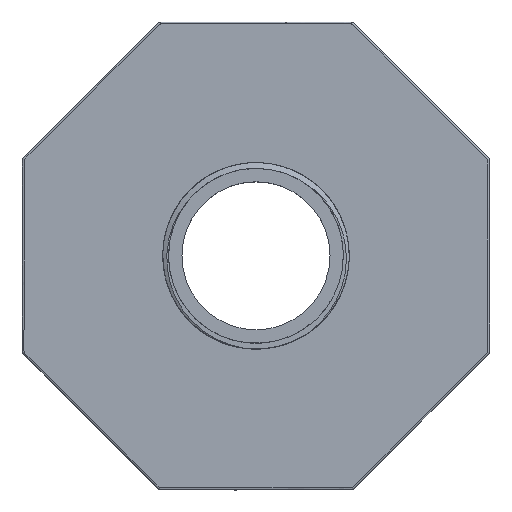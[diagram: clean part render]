
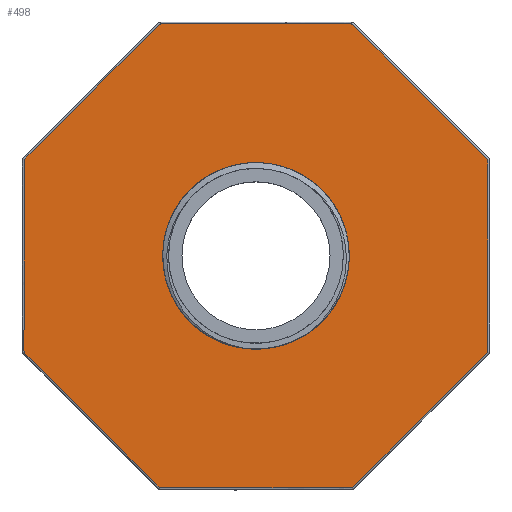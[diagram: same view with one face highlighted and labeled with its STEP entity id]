
A CAD part, top view. The second image highlights one B-rep face of the part: STEP entity #498.
In plain terms, the highlighted planar face has unit normal (0, 0, 1).
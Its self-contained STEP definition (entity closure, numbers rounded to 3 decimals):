
#326=PLANE('',#5141);
#498=ADVANCED_FACE('',(#1512,#1513),#326,.F.);
#1464=CIRCLE('',#5139,22.423);
#1465=CIRCLE('',#5140,23.902);
#1512=FACE_BOUND('',#1576,.T.);
#1513=FACE_BOUND('',#1577,.T.);
#1576=EDGE_LOOP('',(#2093));
#1577=EDGE_LOOP('',(#2094,#2095,#2096,#2097));
#2093=ORIENTED_EDGE('',*,*,#4055,.T.);
#2094=ORIENTED_EDGE('',*,*,#4056,.F.);
#2095=ORIENTED_EDGE('',*,*,#4057,.T.);
#2096=ORIENTED_EDGE('',*,*,#4058,.F.);
#2097=ORIENTED_EDGE('',*,*,#4059,.F.);
#3561=VERTEX_POINT('',#7555);
#3562=VERTEX_POINT('',#7566);
#3563=VERTEX_POINT('',#7567);
#3564=VERTEX_POINT('',#7569);
#3565=VERTEX_POINT('',#7582);
#4055=EDGE_CURVE('',#3561,#3561,#4781,.T.);
#4056=EDGE_CURVE('',#3562,#3563,#4782,.T.);
#4057=EDGE_CURVE('',#3562,#3564,#1464,.T.);
#4058=EDGE_CURVE('',#3565,#3564,#4783,.T.);
#4059=EDGE_CURVE('',#3563,#3565,#1465,.T.);
#4781=B_SPLINE_CURVE_WITH_KNOTS('',3,(#7469,#7470,#7471,#7472,#7473,#7474,
#7475,#7476,#7477,#7478,#7479,#7480,#7481,#7482,#7483,#7484,#7485,#7486,
#7487,#7488,#7489,#7490,#7491,#7492,#7493,#7494,#7495,#7496,#7497,#7498,
#7499,#7500,#7501,#7502,#7503,#7504,#7505,#7506,#7507,#7508,#7509,#7510,
#7511,#7512,#7513,#7514,#7515,#7516,#7517,#7518,#7519,#7520,#7521,#7522,
#7523,#7524,#7525,#7526,#7527,#7528,#7529,#7530,#7531,#7532,#7533,#7534,
#7535,#7536,#7537,#7538,#7539,#7540,#7541,#7542,#7543,#7544,#7545,#7546,
#7547,#7548,#7549,#7550,#7551,#7552,#7553,#7554),.UNSPECIFIED.,.T.,.F.,
(2,2,1,1,1,1,2,2,2,1,1,1,1,1,2,2,2,1,1,1,1,1,2,2,2,1,1,1,1,1,2,2,2,1,1,
1,1,2,2,1,1,1,1,1,1,2,2,2,1,1,1,1,1,2,2,2,1,1,1,1,1,1,2,2,1,1),(-0.002,
0.,0.062,0.094,0.109,0.117,
0.121,0.122,0.123,0.125,
0.188,0.219,0.234,0.242,
0.244,0.246,0.248,0.25,
0.313,0.344,0.359,0.367,
0.369,0.37,0.371,0.375,
0.438,0.469,0.484,0.492,0.494,
0.495,0.496,0.5,0.563,0.594,
0.609,0.617,0.619,0.621,
0.625,0.687,0.719,0.734,
0.742,0.744,0.745,0.746,
0.75,0.812,0.844,0.859,
0.867,0.871,0.872,0.873,
0.875,0.937,0.969,0.984,
0.992,0.996,0.998,1.,1.063,1.094),
 .UNSPECIFIED.);
#4782=B_SPLINE_CURVE_WITH_KNOTS('',3,(#7556,#7557,#7558,#7559,#7560,#7561,
#7562,#7563,#7564,#7565),.UNSPECIFIED.,.F.,.F.,(4,2,2,2,4),(0.,0.25,0.5,
0.75,1.),.UNSPECIFIED.);
#4783=B_SPLINE_CURVE_WITH_KNOTS('',3,(#7570,#7571,#7572,#7573,#7574,#7575,
#7576,#7577,#7578,#7579,#7580,#7581),.UNSPECIFIED.,.F.,.F.,(4,2,2,2,2,4),
(0.,0.25,0.375,0.5,0.75,
1.),.UNSPECIFIED.);
#5139=AXIS2_PLACEMENT_3D('',#7568,#5357,#5358);
#5140=AXIS2_PLACEMENT_3D('',#7583,#5359,#5360);
#5141=AXIS2_PLACEMENT_3D('',#7584,#5361,#5362);
#5357=DIRECTION('',(0.,0.,-1.));
#5358=DIRECTION('',(1.,0.,0.));
#5359=DIRECTION('',(0.,0.,1.));
#5360=DIRECTION('',(1.,0.,0.));
#5361=DIRECTION('',(0.,0.,-1.));
#5362=DIRECTION('',(-1.,0.,0.));
#7469=CARTESIAN_POINT('',(-808.517,195.77,6.));
#7470=CARTESIAN_POINT('',(-814.615,189.673,6.));
#7471=CARTESIAN_POINT('',(-823.484,180.804,6.));
#7472=CARTESIAN_POINT('',(-833.831,170.457,6.));
#7473=CARTESIAN_POINT('',(-839.005,165.283,6.));
#7474=CARTESIAN_POINT('',(-841.591,162.696,6.));
#7475=CARTESIAN_POINT('',(-842.7,161.588,6.));
#7476=CARTESIAN_POINT('',(-843.162,161.126,6.));
#7477=CARTESIAN_POINT('',(-843.268,161.044,6.));
#7478=CARTESIAN_POINT('',(-843.404,160.822,6.));
#7479=CARTESIAN_POINT('',(-843.41,160.687,6.));
#7480=CARTESIAN_POINT('',(-843.41,160.298,6.));
#7481=CARTESIAN_POINT('',(-843.41,151.757,6.));
#7482=CARTESIAN_POINT('',(-843.41,139.074,6.));
#7483=CARTESIAN_POINT('',(-843.41,124.579,6.));
#7484=CARTESIAN_POINT('',(-843.41,117.332,6.));
#7485=CARTESIAN_POINT('',(-843.41,113.967,6.));
#7486=CARTESIAN_POINT('',(-843.41,112.673,6.));
#7487=CARTESIAN_POINT('',(-843.41,112.155,6.));
#7488=CARTESIAN_POINT('',(-843.464,111.885,6.));
#7489=CARTESIAN_POINT('',(-843.308,111.397,6.));
#7490=CARTESIAN_POINT('',(-843.066,111.242,6.));
#7491=CARTESIAN_POINT('',(-842.7,110.876,6.));
#7492=CARTESIAN_POINT('',(-836.649,104.825,6.));
#7493=CARTESIAN_POINT('',(-827.664,95.841,6.));
#7494=CARTESIAN_POINT('',(-817.396,85.573,6.));
#7495=CARTESIAN_POINT('',(-812.262,80.439,6.));
#7496=CARTESIAN_POINT('',(-809.879,78.055,6.));
#7497=CARTESIAN_POINT('',(-808.962,77.138,6.));
#7498=CARTESIAN_POINT('',(-808.687,76.863,6.));
#7499=CARTESIAN_POINT('',(-808.586,76.773,6.));
#7500=CARTESIAN_POINT('',(-808.332,76.716,6.));
#7501=CARTESIAN_POINT('',(-808.203,76.732,6.));
#7502=CARTESIAN_POINT('',(-807.563,76.732,6.));
#7503=CARTESIAN_POINT('',(-798.86,76.732,6.));
#7504=CARTESIAN_POINT('',(-786.061,76.732,6.));
#7505=CARTESIAN_POINT('',(-771.726,76.732,6.));
#7506=CARTESIAN_POINT('',(-764.558,76.732,6.));
#7507=CARTESIAN_POINT('',(-761.23,76.732,6.));
#7508=CARTESIAN_POINT('',(-759.95,76.732,6.));
#7509=CARTESIAN_POINT('',(-759.566,76.732,6.));
#7510=CARTESIAN_POINT('',(-759.436,76.716,6.));
#7511=CARTESIAN_POINT('',(-759.188,76.8,6.));
#7512=CARTESIAN_POINT('',(-759.097,76.899,6.));
#7513=CARTESIAN_POINT('',(-758.637,77.359,6.));
#7514=CARTESIAN_POINT('',(-752.385,83.611,6.));
#7515=CARTESIAN_POINT('',(-743.191,92.806,6.));
#7516=CARTESIAN_POINT('',(-732.893,103.104,6.));
#7517=CARTESIAN_POINT('',(-727.744,108.253,6.));
#7518=CARTESIAN_POINT('',(-725.537,110.459,6.));
#7519=CARTESIAN_POINT('',(-724.618,111.379,6.));
#7520=CARTESIAN_POINT('',(-724.41,111.576,6.));
#7521=CARTESIAN_POINT('',(-724.41,112.082,6.));
#7522=CARTESIAN_POINT('',(-724.41,112.842,6.));
#7523=CARTESIAN_POINT('',(-724.41,121.707,6.));
#7524=CARTESIAN_POINT('',(-724.41,134.372,6.));
#7525=CARTESIAN_POINT('',(-724.41,148.556,6.));
#7526=CARTESIAN_POINT('',(-724.41,155.648,6.));
#7527=CARTESIAN_POINT('',(-724.41,158.941,6.));
#7528=CARTESIAN_POINT('',(-724.41,160.207,6.));
#7529=CARTESIAN_POINT('',(-724.41,160.587,6.));
#7530=CARTESIAN_POINT('',(-724.396,160.717,6.));
#7531=CARTESIAN_POINT('',(-724.48,160.956,6.));
#7532=CARTESIAN_POINT('',(-724.576,161.044,6.));
#7533=CARTESIAN_POINT('',(-725.023,161.49,6.));
#7534=CARTESIAN_POINT('',(-731.097,167.564,6.));
#7535=CARTESIAN_POINT('',(-740.029,176.497,6.));
#7536=CARTESIAN_POINT('',(-750.033,186.501,6.));
#7537=CARTESIAN_POINT('',(-755.036,191.503,6.));
#7538=CARTESIAN_POINT('',(-757.537,194.004,6.));
#7539=CARTESIAN_POINT('',(-758.608,195.076,6.));
#7540=CARTESIAN_POINT('',(-759.055,195.523,6.));
#7541=CARTESIAN_POINT('',(-759.137,195.625,6.));
#7542=CARTESIAN_POINT('',(-759.366,195.737,6.));
#7543=CARTESIAN_POINT('',(-759.498,195.732,6.));
#7544=CARTESIAN_POINT('',(-759.876,195.732,6.));
#7545=CARTESIAN_POINT('',(-768.186,195.732,6.));
#7546=CARTESIAN_POINT('',(-780.526,195.732,6.));
#7547=CARTESIAN_POINT('',(-794.628,195.732,6.));
#7548=CARTESIAN_POINT('',(-801.68,195.732,6.));
#7549=CARTESIAN_POINT('',(-805.205,195.732,6.));
#7550=CARTESIAN_POINT('',(-806.968,195.732,6.));
#7551=CARTESIAN_POINT('',(-807.724,195.732,6.));
#7552=CARTESIAN_POINT('',(-808.227,195.732,6.));
#7553=CARTESIAN_POINT('',(-808.517,195.77,6.));
#7554=CARTESIAN_POINT('',(-814.615,189.673,6.));
#7555=CARTESIAN_POINT('',(-808.702,195.586,6.));
#7556=CARTESIAN_POINT('',(-762.568,129.357,6.));
#7557=CARTESIAN_POINT('',(-761.196,133.196,6.));
#7558=CARTESIAN_POINT('',(-760.9,137.35,6.));
#7559=CARTESIAN_POINT('',(-762.473,145.321,6.));
#7560=CARTESIAN_POINT('',(-764.332,149.048,6.));
#7561=CARTESIAN_POINT('',(-769.658,155.096,6.));
#7562=CARTESIAN_POINT('',(-773.157,157.425,6.));
#7563=CARTESIAN_POINT('',(-780.804,160.034,6.));
#7564=CARTESIAN_POINT('',(-784.949,160.337,6.));
#7565=CARTESIAN_POINT('',(-788.952,159.596,6.));
#7566=CARTESIAN_POINT('',(-762.568,129.357,6.));
#7567=CARTESIAN_POINT('',(-788.952,159.596,6.));
#7568=CARTESIAN_POINT('',(-783.91,136.232,6.));
#7569=CARTESIAN_POINT('',(-787.266,114.062,6.));
#7570=CARTESIAN_POINT('',(-802.576,151.16,6.));
#7571=CARTESIAN_POINT('',(-805.027,147.904,6.));
#7572=CARTESIAN_POINT('',(-806.602,144.075,6.));
#7573=CARTESIAN_POINT('',(-807.409,138.022,6.));
#7574=CARTESIAN_POINT('',(-807.415,136.011,6.));
#7575=CARTESIAN_POINT('',(-806.908,132.,6.));
#7576=CARTESIAN_POINT('',(-806.388,130.016,6.));
#7577=CARTESIAN_POINT('',(-804.113,124.426,6.));
#7578=CARTESIAN_POINT('',(-801.588,121.08,6.));
#7579=CARTESIAN_POINT('',(-795.157,116.129,6.));
#7580=CARTESIAN_POINT('',(-791.314,114.545,6.));
#7581=CARTESIAN_POINT('',(-787.266,114.062,6.));
#7582=CARTESIAN_POINT('',(-802.576,151.16,6.));
#7583=CARTESIAN_POINT('',(-783.91,136.232,6.));
#7584=CARTESIAN_POINT('',(-778.928,76.232,6.));
